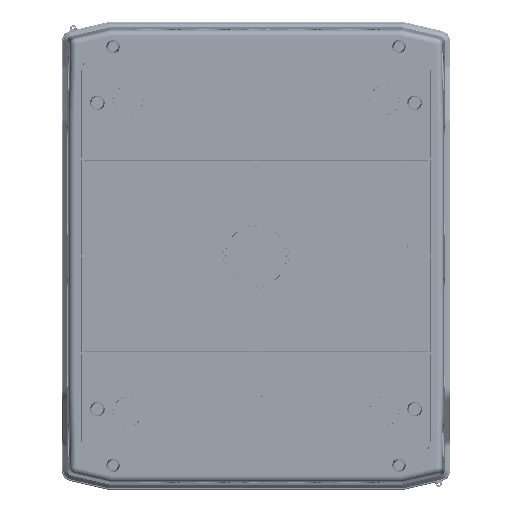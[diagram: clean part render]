
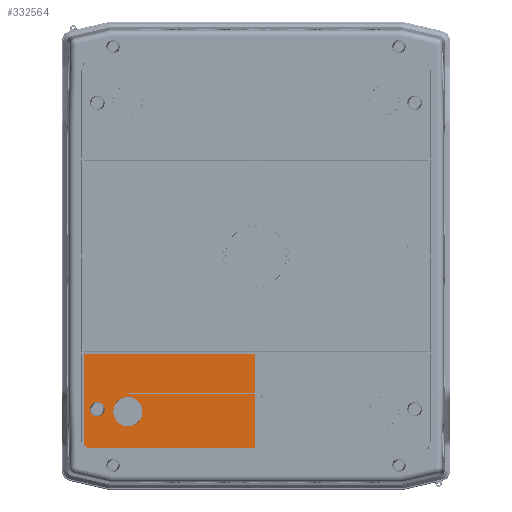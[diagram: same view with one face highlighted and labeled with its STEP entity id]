
A CAD part, front view. The second image highlights one B-rep face of the part: STEP entity #332564.
In plain terms, the highlighted planar face has unit normal (0, -1, 0).
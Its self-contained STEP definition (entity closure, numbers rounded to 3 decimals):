
#226665=DIRECTION('',(0.,0.,1.));
#226666=VECTOR('',#226665,72.253);
#226667=CARTESIAN_POINT('',(141.,-0.177,
80.25));
#226668=LINE('',#226667,#226666);
#226672=DIRECTION('',(1.,0.,0.));
#226673=VECTOR('',#226672,140.);
#226674=CARTESIAN_POINT('',(1.,-0.177,
80.25));
#226675=LINE('',#226674,#226673);
#226679=CARTESIAN_POINT('',(105.,-0.177,
127.5));
#226680=DIRECTION('',(0.,-1.,0.));
#226681=DIRECTION('',(0.021,0.,-1.));
#226682=AXIS2_PLACEMENT_3D('',#226679,#226680,#226681);
#226687=CARTESIAN_POINT('',(105.,-0.177,
127.5));
#226688=DIRECTION('',(0.,-1.,0.));
#226689=DIRECTION('',(0.,0.,1.));
#226690=AXIS2_PLACEMENT_3D('',#226687,#226688,#226689);
#226695=DIRECTION('',(-0.984,0.,0.176));
#226696=VECTOR('',#226695,4.063);
#226697=CARTESIAN_POINT('',(104.75,-0.177,
112.537));
#226698=LINE('',#226697,#226696);
#226702=DIRECTION('',(0.984,0.,0.176));
#226703=VECTOR('',#226702,4.063);
#226704=CARTESIAN_POINT('',(100.75,-0.177,
111.751));
#226705=LINE('',#226704,#226703);
#226709=CARTESIAN_POINT('',(130.,-0.177,
125.5));
#226710=DIRECTION('',(0.,-1.,0.));
#226711=DIRECTION('',(0.,0.,-1.));
#226712=AXIS2_PLACEMENT_3D('',#226709,#226710,#226711);
#226717=CARTESIAN_POINT('',(130.,-0.177,
125.5));
#226718=DIRECTION('',(0.,-1.,0.));
#226719=DIRECTION('',(0.,0.,1.));
#226720=AXIS2_PLACEMENT_3D('',#226717,#226718,#226719);
#226748=DIRECTION('',(0.,0.,-1.));
#226749=VECTOR('',#226748,6.003);
#226750=CARTESIAN_POINT('',(105.25,-0.177,
115.502));
#226751=LINE('',#226750,#226749);
#226755=DIRECTION('',(-1.,0.,0.));
#226756=VECTOR('',#226755,0.5);
#226757=CARTESIAN_POINT('',(105.25,-0.177,
109.5));
#226758=LINE('',#226757,#226756);
#226784=DIRECTION('',(0.,0.,1.));
#226785=VECTOR('',#226784,2.966);
#226786=CARTESIAN_POINT('',(104.75,-0.177,
109.5));
#226787=LINE('',#226786,#226785);
#226805=DIRECTION('',(0.,0.,1.));
#226806=VECTOR('',#226805,0.5);
#226807=CARTESIAN_POINT('',(100.75,-0.177,
111.751));
#226808=LINE('',#226807,#226806);
#226812=DIRECTION('',(-1.,0.,0.));
#226813=VECTOR('',#226812,99.75);
#226814=CARTESIAN_POINT('',(100.75,-0.177,
112.251));
#226815=LINE('',#226814,#226813);
#226881=DIRECTION('',(0.,0.,-1.));
#226882=VECTOR('',#226881,32.001);
#226883=CARTESIAN_POINT('',(1.,-0.177,
112.251));
#226884=LINE('',#226883,#226882);
#226902=DIRECTION('',(0.,0.,-1.));
#226903=VECTOR('',#226902,44.749);
#226904=CARTESIAN_POINT('',(1.,-0.177,
157.5));
#226905=LINE('',#226904,#226903);
#226916=DIRECTION('',(-1.,0.,0.));
#226917=VECTOR('',#226916,135.003);
#226918=CARTESIAN_POINT('',(136.003,-0.177,
157.5));
#226919=LINE('',#226918,#226917);
#226942=CARTESIAN_POINT('',(141.,-0.177,
152.503));
#226943=CARTESIAN_POINT('',(141.,-0.177,
153.043));
#226944=CARTESIAN_POINT('',(140.834,-0.177,
154.066));
#226945=CARTESIAN_POINT('',(140.112,-0.177,
155.491));
#226946=CARTESIAN_POINT('',(138.992,-0.177,
156.612));
#226947=CARTESIAN_POINT('',(137.566,-0.177,
157.334));
#226948=CARTESIAN_POINT('',(136.543,-0.177,
157.5));
#226949=CARTESIAN_POINT('',(136.003,-0.177,
157.5));
#226961=DIRECTION('',(1.,0.,0.));
#226962=VECTOR('',#226961,99.75);
#226963=CARTESIAN_POINT('',(1.,-0.177,
112.751));
#226964=LINE('',#226963,#226962);
#226975=DIRECTION('',(0.,0.,1.));
#226976=VECTOR('',#226975,0.5);
#226977=CARTESIAN_POINT('',(100.75,-0.177,
112.751));
#226978=LINE('',#226977,#226976);
#226997=DIRECTION('',(0.,0.,1.));
#226998=VECTOR('',#226997,2.966);
#226999=CARTESIAN_POINT('',(104.75,-0.177,
112.537));
#227000=LINE('',#226999,#226998);
#239368=CARTESIAN_POINT('',(141.,-0.177,
80.25));
#239369=VERTEX_POINT('',#239368);
#239370=CARTESIAN_POINT('',(141.,-0.177,
152.503));
#239371=VERTEX_POINT('',#239370);
#239372=CARTESIAN_POINT('',(1.,-0.177,
80.25));
#239373=VERTEX_POINT('',#239372);
#239374=CARTESIAN_POINT('',(105.25,-0.177,
115.502));
#239375=CARTESIAN_POINT('',(105.,-0.177,
139.5));
#239376=VERTEX_POINT('',#239374);
#239377=VERTEX_POINT('',#239375);
#239378=CARTESIAN_POINT('',(104.75,-0.177,
115.502));
#239379=VERTEX_POINT('',#239378);
#239380=CARTESIAN_POINT('',(104.75,-0.177,
112.537));
#239381=VERTEX_POINT('',#239380);
#239382=CARTESIAN_POINT('',(100.75,-0.177,
113.251));
#239383=VERTEX_POINT('',#239382);
#239384=CARTESIAN_POINT('',(100.75,-0.177,
112.751));
#239385=VERTEX_POINT('',#239384);
#239386=CARTESIAN_POINT('',(1.,-0.177,
112.751));
#239387=VERTEX_POINT('',#239386);
#239388=CARTESIAN_POINT('',(1.,-0.177,
157.5));
#239389=VERTEX_POINT('',#239388);
#239390=CARTESIAN_POINT('',(136.003,-0.177,
157.5));
#239391=VERTEX_POINT('',#239390);
#239392=CARTESIAN_POINT('',(1.,-0.177,
112.251));
#239393=VERTEX_POINT('',#239392);
#239394=CARTESIAN_POINT('',(100.75,-0.177,
112.251));
#239395=VERTEX_POINT('',#239394);
#239396=CARTESIAN_POINT('',(100.75,-0.177,
111.751));
#239397=VERTEX_POINT('',#239396);
#239398=CARTESIAN_POINT('',(104.75,-0.177,
112.465));
#239399=VERTEX_POINT('',#239398);
#239400=CARTESIAN_POINT('',(104.75,-0.177,
109.5));
#239401=VERTEX_POINT('',#239400);
#239402=CARTESIAN_POINT('',(105.25,-0.177,
109.5));
#239403=VERTEX_POINT('',#239402);
#239404=CARTESIAN_POINT('',(130.,-0.177,
119.5));
#239405=CARTESIAN_POINT('',(130.,-0.177,
131.5));
#239406=VERTEX_POINT('',#239404);
#239407=VERTEX_POINT('',#239405);
#332517=CARTESIAN_POINT('',(155.,-0.177,
187.5));
#332518=DIRECTION('',(0.,1.,0.));
#332519=DIRECTION('',(0.,0.,1.));
#332520=AXIS2_PLACEMENT_3D('',#332517,#332518,#332519);
#332521=PLANE('',#332520);
#332523=ORIENTED_EDGE('',*,*,#332522,.T.);
#332525=ORIENTED_EDGE('',*,*,#332524,.T.);
#332527=ORIENTED_EDGE('',*,*,#332526,.F.);
#332529=ORIENTED_EDGE('',*,*,#332528,.T.);
#332531=ORIENTED_EDGE('',*,*,#332530,.F.);
#332533=ORIENTED_EDGE('',*,*,#332532,.F.);
#332535=ORIENTED_EDGE('',*,*,#332534,.F.);
#332537=ORIENTED_EDGE('',*,*,#332536,.F.);
#332539=ORIENTED_EDGE('',*,*,#332538,.F.);
#332540=ORIENTED_EDGE('',*,*,#332482,.F.);
#332541=ORIENTED_EDGE('',*,*,#332501,.F.);
#332543=ORIENTED_EDGE('',*,*,#332542,.F.);
#332545=ORIENTED_EDGE('',*,*,#332544,.F.);
#332547=ORIENTED_EDGE('',*,*,#332546,.F.);
#332549=ORIENTED_EDGE('',*,*,#332548,.T.);
#332551=ORIENTED_EDGE('',*,*,#332550,.F.);
#332553=ORIENTED_EDGE('',*,*,#332552,.F.);
#332555=ORIENTED_EDGE('',*,*,#332554,.F.);
#332556=EDGE_LOOP('',(#332523,#332525,#332527,#332529,#332531,#332533,#332535,
#332537,#332539,#332540,#332541,#332543,#332545,#332547,#332549,#332551,#332553,
#332555));
#332557=FACE_OUTER_BOUND('',#332556,.F.);
#332559=ORIENTED_EDGE('',*,*,#332558,.T.);
#332561=ORIENTED_EDGE('',*,*,#332560,.T.);
#332562=EDGE_LOOP('',(#332559,#332561));
#332563=FACE_BOUND('',#332562,.F.);
#226683=CIRCLE('',#226682,12.);
#226691=CIRCLE('',#226690,12.);
#226713=CIRCLE('',#226712,6.);
#226721=CIRCLE('',#226720,6.);
#226950=B_SPLINE_CURVE_WITH_KNOTS('',3,(#226942,#226943,#226944,#226945,#226946,
#226947,#226948,#226949),.UNSPECIFIED.,.F.,.F.,(4,1,1,1,1,4),(0.,0.2,0.4,
0.6,0.8,1.),.UNSPECIFIED.);
#332482=EDGE_CURVE('',#239369,#239371,#226668,.T.);
#332501=EDGE_CURVE('',#239373,#239369,#226675,.T.);
#332522=EDGE_CURVE('',#239376,#239377,#226683,.T.);
#332524=EDGE_CURVE('',#239377,#239379,#226691,.T.);
#332526=EDGE_CURVE('',#239381,#239379,#227000,.T.);
#332528=EDGE_CURVE('',#239381,#239383,#226698,.T.);
#332530=EDGE_CURVE('',#239385,#239383,#226978,.T.);
#332532=EDGE_CURVE('',#239387,#239385,#226964,.T.);
#332534=EDGE_CURVE('',#239389,#239387,#226905,.T.);
#332536=EDGE_CURVE('',#239391,#239389,#226919,.T.);
#332538=EDGE_CURVE('',#239371,#239391,#226950,.T.);
#332542=EDGE_CURVE('',#239393,#239373,#226884,.T.);
#332544=EDGE_CURVE('',#239395,#239393,#226815,.T.);
#332546=EDGE_CURVE('',#239397,#239395,#226808,.T.);
#332548=EDGE_CURVE('',#239397,#239399,#226705,.T.);
#332550=EDGE_CURVE('',#239401,#239399,#226787,.T.);
#332552=EDGE_CURVE('',#239403,#239401,#226758,.T.);
#332554=EDGE_CURVE('',#239376,#239403,#226751,.T.);
#332558=EDGE_CURVE('',#239406,#239407,#226713,.T.);
#332560=EDGE_CURVE('',#239407,#239406,#226721,.T.);
#332564=ADVANCED_FACE('',(#332557,#332563),#332521,.F.);
